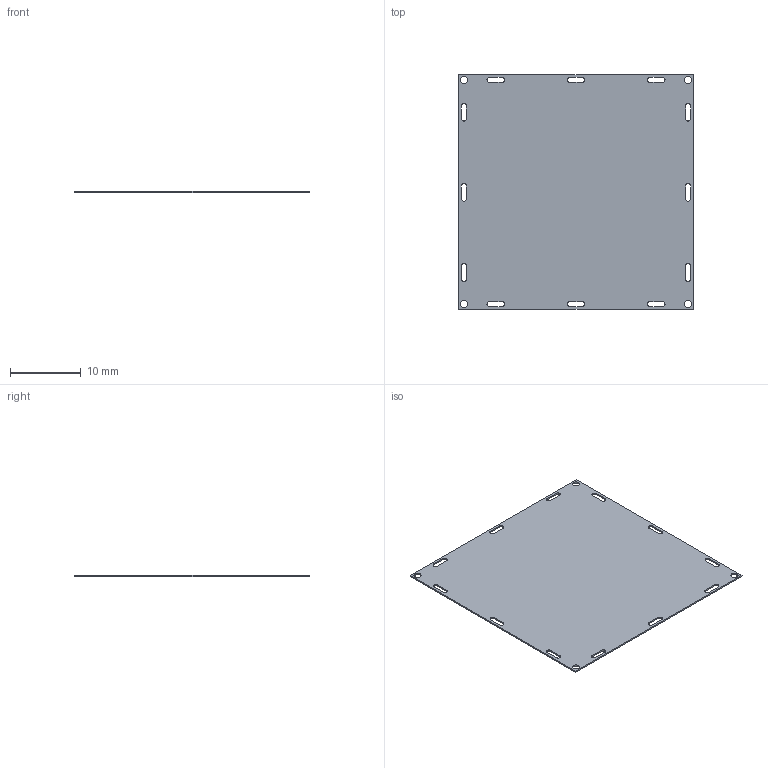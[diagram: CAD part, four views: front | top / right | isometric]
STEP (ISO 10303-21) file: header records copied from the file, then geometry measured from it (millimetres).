
FILE_DESCRIPTION(/* description */ ('Unknown'),/* implementation_level */ '2;1');
FILE_NAME(/* name */ 'Aluminium_Cover',/* time_stamp */ '2020-10-08T16:41:14+03:00',/* author */ ('Unknown'),/* organization */ ('Unknown'),/* preprocessor_version */ 'ST-DEVELOPER v16.7',/* originating_system */ 'Solid Edge',/* authorisation */ 'Unknown');
FILE_SCHEMA (('AUTOMOTIVE_DESIGN {1 0 10303 214 3 1 1}'));
Length unit declared in the file: millimetre
Products named in the file (1): Aluminium_Cover
Bounding box: 33.1 x 33.1 x 0.2 mm (x, y, z)
Volume: 214.5 mm3; surface area: 2188.4 mm2
Topology: 1 solids, 1 shells, 58 faces, 170 edges, 114 vertices
Faces by surface type: plane 30, cylinder 28
Full cylindrical faces by diameter (mm): 1 x4
Entity records: 2022 total; most frequent: DIRECTION 342, CARTESIAN_POINT 339, ORIENTED_EDGE 332, EDGE_CURVE 166, AXIS2_PLACEMENT_3D 117, VERTEX_POINT 114, LINE 108, VECTOR 108
